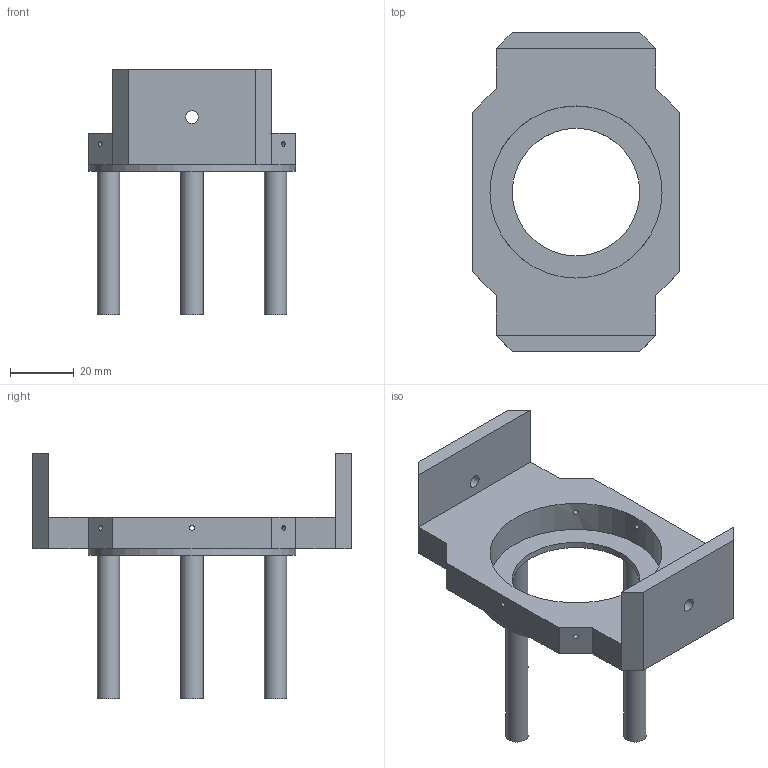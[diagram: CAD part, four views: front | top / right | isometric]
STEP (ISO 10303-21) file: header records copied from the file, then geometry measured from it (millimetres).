
FILE_DESCRIPTION(('FreeCAD Model'),'2;1');
FILE_NAME('lensMount-CanonEF.stp', '2012-11-21T11:16:30',('FreeCAD'),('FreeCAD'), 'Open CASCADE STEP processor 6.5','FreeCAD','Unknown');
FILE_SCHEMA(('AUTOMOTIVE_DESIGN_CC2 { 1 2 10303 214 -1 1 5 4 }'));
Length unit declared in the file: millimetre
Products named in the file (1): Open CASCADE STEP translator 6.5 3
Bounding box: 65 x 100 x 77 mm (x, y, z)
Volume: 55032.2 mm3; surface area: 22962.7 mm2
Topology: 1 solids, 1 shells, 46 faces, 125 edges, 85 vertices
Faces by surface type: plane 31, cylinder 15
Full cylindrical faces by diameter (mm): 1.5 x6, 4 x2, 7 x4, 40 x1, 54 x1, 65 x1
Entity records: 4765 total; most frequent: CARTESIAN_POINT 2284, DIRECTION 439, LINE 265, VECTOR 265, ORIENTED_EDGE 250, PCURVE 250, DEFINITIONAL_REPRESENTATION 250, EDGE_CURVE 125
